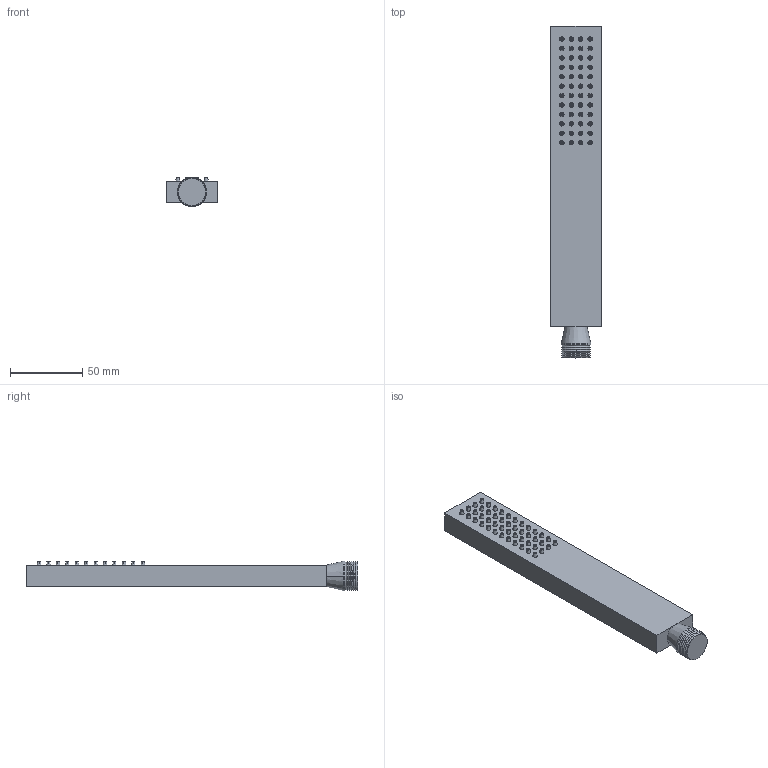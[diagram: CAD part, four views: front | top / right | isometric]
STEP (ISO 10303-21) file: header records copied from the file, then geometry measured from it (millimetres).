
FILE_DESCRIPTION((''),'2;1');
FILE_NAME('DC5057','2020-02-06T13:02:23',('carloff'),(''),'CREO PARAMETRIC BY PTC INC, 2018100','CREO PARAMETRIC BY PTC INC, 2018100','');
FILE_SCHEMA(('CONFIG_CONTROL_DESIGN'));
Length unit declared in the file: millimetre
Products named in the file (1): DC5057
Bounding box: 35 x 229 x 20.5 mm (x, y, z)
Volume: 115280.3 mm3; surface area: 24591.1 mm2
Topology: 1 solids, 1 shells, 326 faces, 654 edges, 426 vertices
Faces by surface type: cone 124, plane 104, cylinder 98
Entity records: 8694 total; most frequent: DIRECTION 1724, CARTESIAN_POINT 1406, ORIENTED_EDGE 1308, AXIS2_PLACEMENT_3D 744, EDGE_CURVE 654, VERTEX_POINT 426, EDGE_LOOP 422, CIRCLE 418
